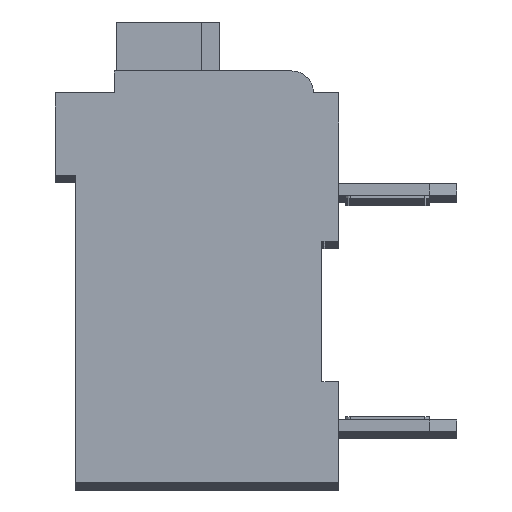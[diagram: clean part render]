
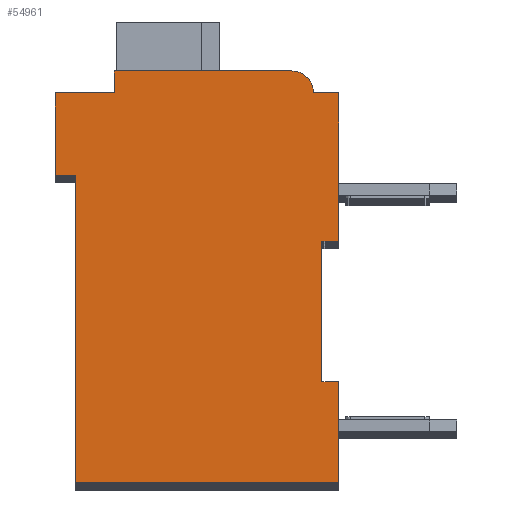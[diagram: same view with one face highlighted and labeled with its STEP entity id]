
A CAD part, top view. The second image highlights one B-rep face of the part: STEP entity #54961.
In plain terms, the highlighted planar face has unit normal (0, 0, 1).
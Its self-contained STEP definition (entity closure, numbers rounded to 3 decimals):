
#16462=DIRECTION('',(1.,0.,0.));
#16463=VECTOR('',#16462,0.5);
#16464=CARTESIAN_POINT('',(7.3,7.15,2.1));
#16465=LINE('',#16464,#16463);
#16466=DIRECTION('',(0.,1.,0.));
#16467=VECTOR('',#16466,4.15);
#16468=CARTESIAN_POINT('',(7.3,3.,2.1));
#16469=LINE('',#16468,#16467);
#16470=DIRECTION('',(-1.,0.,0.));
#16471=VECTOR('',#16470,0.5);
#16472=CARTESIAN_POINT('',(7.8,3.,2.1));
#16473=LINE('',#16472,#16471);
#16474=DIRECTION('',(0.,1.,0.));
#16475=VECTOR('',#16474,3.);
#16476=CARTESIAN_POINT('',(7.8,0.,2.1));
#16477=LINE('',#16476,#16475);
#16478=DIRECTION('',(1.,0.,0.));
#16479=VECTOR('',#16478,7.8);
#16480=CARTESIAN_POINT('',(0.,0.,2.1));
#16481=LINE('',#16480,#16479);
#16482=DIRECTION('',(0.,-1.,0.));
#16483=VECTOR('',#16482,9.1);
#16484=CARTESIAN_POINT('',(0.,9.1,2.1));
#16485=LINE('',#16484,#16483);
#16486=DIRECTION('',(1.,0.,0.));
#16487=VECTOR('',#16486,0.6);
#16488=CARTESIAN_POINT('',(-0.6,9.1,2.1));
#16489=LINE('',#16488,#16487);
#16490=DIRECTION('',(0.,-1.,0.));
#16491=VECTOR('',#16490,2.45);
#16492=CARTESIAN_POINT('',(-0.6,11.55,2.1));
#16493=LINE('',#16492,#16491);
#16494=DIRECTION('',(-1.,0.,0.));
#16495=VECTOR('',#16494,1.75);
#16496=CARTESIAN_POINT('',(1.15,11.55,2.1));
#16497=LINE('',#16496,#16495);
#16498=DIRECTION('',(0.,-1.,0.));
#16499=VECTOR('',#16498,0.65);
#16500=CARTESIAN_POINT('',(1.15,12.2,2.1));
#16501=LINE('',#16500,#16499);
#16502=DIRECTION('',(-1.,0.,0.));
#16503=VECTOR('',#16502,5.25);
#16504=CARTESIAN_POINT('',(6.4,12.2,2.1));
#16505=LINE('',#16504,#16503);
#16506=CARTESIAN_POINT('',(6.4,11.55,2.1));
#16507=DIRECTION('',(0.,0.,1.));
#16508=DIRECTION('',(1.,0.,0.));
#16509=AXIS2_PLACEMENT_3D('',#16506,#16507,#16508);
#16511=DIRECTION('',(-1.,0.,0.));
#16512=VECTOR('',#16511,0.75);
#16513=CARTESIAN_POINT('',(7.8,11.55,2.1));
#16514=LINE('',#16513,#16512);
#16515=DIRECTION('',(0.,1.,0.));
#16516=VECTOR('',#16515,4.4);
#16517=CARTESIAN_POINT('',(7.8,7.15,2.1));
#16518=LINE('',#16517,#16516);
#27481=CARTESIAN_POINT('',(7.3,7.15,2.1));
#27482=CARTESIAN_POINT('',(7.8,7.15,2.1));
#27483=VERTEX_POINT('',#27481);
#27484=VERTEX_POINT('',#27482);
#27485=CARTESIAN_POINT('',(7.8,11.55,2.1));
#27486=VERTEX_POINT('',#27485);
#27487=CARTESIAN_POINT('',(7.05,11.55,2.1));
#27488=VERTEX_POINT('',#27487);
#27489=CARTESIAN_POINT('',(6.4,12.2,2.1));
#27490=VERTEX_POINT('',#27489);
#27491=CARTESIAN_POINT('',(1.15,12.2,2.1));
#27492=VERTEX_POINT('',#27491);
#27493=CARTESIAN_POINT('',(1.15,11.55,2.1));
#27494=VERTEX_POINT('',#27493);
#27495=CARTESIAN_POINT('',(-0.6,11.55,2.1));
#27496=VERTEX_POINT('',#27495);
#27497=CARTESIAN_POINT('',(-0.6,9.1,2.1));
#27498=VERTEX_POINT('',#27497);
#27499=CARTESIAN_POINT('',(0.,9.1,2.1));
#27500=VERTEX_POINT('',#27499);
#27501=CARTESIAN_POINT('',(0.,0.,2.1));
#27502=VERTEX_POINT('',#27501);
#27503=CARTESIAN_POINT('',(7.8,0.,2.1));
#27504=VERTEX_POINT('',#27503);
#27505=CARTESIAN_POINT('',(7.8,3.,2.1));
#27506=VERTEX_POINT('',#27505);
#27507=CARTESIAN_POINT('',(7.3,3.,2.1));
#27508=VERTEX_POINT('',#27507);
#54940=CARTESIAN_POINT('',(0.,0.,2.1));
#54941=DIRECTION('',(0.,0.,1.));
#54942=DIRECTION('',(1.,0.,0.));
#54943=AXIS2_PLACEMENT_3D('',#54940,#54941,#54942);
#54944=PLANE('',#54943);
#54945=ORIENTED_EDGE('',*,*,#36214,.F.);
#54946=ORIENTED_EDGE('',*,*,#37430,.F.);
#54947=ORIENTED_EDGE('',*,*,#47588,.F.);
#54948=ORIENTED_EDGE('',*,*,#48303,.F.);
#54949=ORIENTED_EDGE('',*,*,#49126,.F.);
#54950=ORIENTED_EDGE('',*,*,#50207,.F.);
#54951=ORIENTED_EDGE('',*,*,#50612,.F.);
#54952=ORIENTED_EDGE('',*,*,#51011,.F.);
#54953=ORIENTED_EDGE('',*,*,#51617,.F.);
#54954=ORIENTED_EDGE('',*,*,#52760,.F.);
#54955=ORIENTED_EDGE('',*,*,#53668,.F.);
#54956=ORIENTED_EDGE('',*,*,#51668,.F.);
#54957=ORIENTED_EDGE('',*,*,#52461,.F.);
#54958=ORIENTED_EDGE('',*,*,#37325,.F.);
#54959=EDGE_LOOP('',(#54945,#54946,#54947,#54948,#54949,#54950,#54951,#54952,
#54953,#54954,#54955,#54956,#54957,#54958));
#54960=FACE_OUTER_BOUND('',#54959,.F.);
#16510=CIRCLE('',#16509,0.65);
#36214=EDGE_CURVE('',#27483,#27484,#16465,.T.);
#37325=EDGE_CURVE('',#27484,#27486,#16518,.T.);
#37430=EDGE_CURVE('',#27508,#27483,#16469,.T.);
#47588=EDGE_CURVE('',#27506,#27508,#16473,.T.);
#48303=EDGE_CURVE('',#27504,#27506,#16477,.T.);
#49126=EDGE_CURVE('',#27502,#27504,#16481,.T.);
#50207=EDGE_CURVE('',#27500,#27502,#16485,.T.);
#50612=EDGE_CURVE('',#27498,#27500,#16489,.T.);
#51011=EDGE_CURVE('',#27496,#27498,#16493,.T.);
#51617=EDGE_CURVE('',#27494,#27496,#16497,.T.);
#51668=EDGE_CURVE('',#27488,#27490,#16510,.T.);
#52461=EDGE_CURVE('',#27486,#27488,#16514,.T.);
#52760=EDGE_CURVE('',#27492,#27494,#16501,.T.);
#53668=EDGE_CURVE('',#27490,#27492,#16505,.T.);
#54961=ADVANCED_FACE('',(#54960),#54944,.T.);
